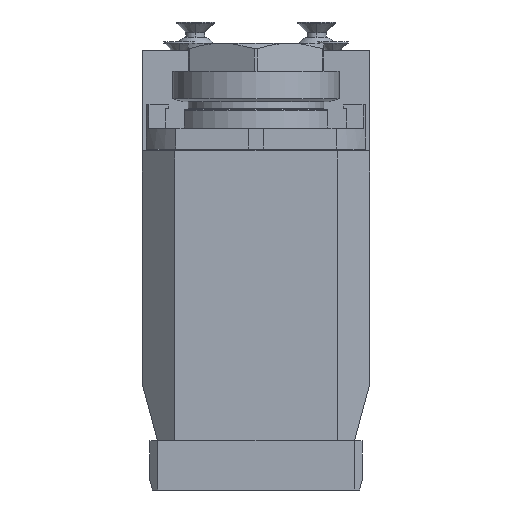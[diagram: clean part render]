
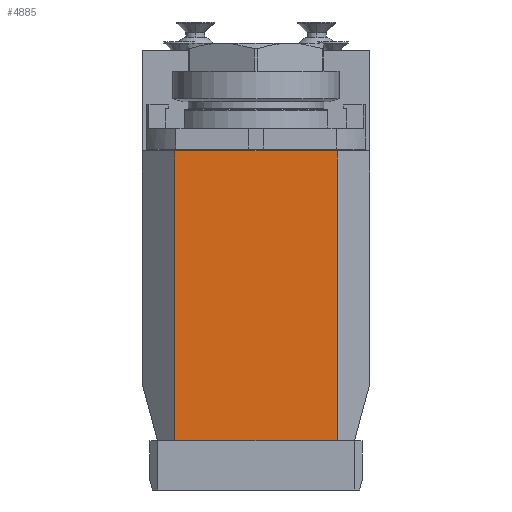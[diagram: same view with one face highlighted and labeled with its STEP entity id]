
A CAD part, left-side view. The second image highlights one B-rep face of the part: STEP entity #4885.
In plain terms, the highlighted planar face has unit normal (-1, 0, 0).
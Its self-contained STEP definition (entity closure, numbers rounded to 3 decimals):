
#368=DIRECTION('',(0.,0.,1.));
#369=VECTOR('',#368,76.5);
#370=CARTESIAN_POINT('',(-102.5,21.5,-70.5));
#371=LINE('',#370,#369);
#372=DIRECTION('',(0.,1.,0.));
#373=VECTOR('',#372,43.);
#374=CARTESIAN_POINT('',(-102.5,-21.5,6.));
#375=LINE('',#374,#373);
#376=DIRECTION('',(0.,0.,1.));
#377=VECTOR('',#376,76.5);
#378=CARTESIAN_POINT('',(-102.5,-21.5,-70.5));
#379=LINE('',#378,#377);
#380=DIRECTION('',(0.,-1.,0.));
#381=VECTOR('',#380,43.);
#382=CARTESIAN_POINT('',(-102.5,21.5,-70.5));
#383=LINE('',#382,#381);
#3723=CARTESIAN_POINT('',(-102.5,-21.5,-70.5));
#3724=CARTESIAN_POINT('',(-102.5,-21.5,6.));
#3725=VERTEX_POINT('',#3723);
#3726=VERTEX_POINT('',#3724);
#3729=CARTESIAN_POINT('',(-102.5,21.5,-70.5));
#3730=CARTESIAN_POINT('',(-102.5,21.5,6.));
#3731=VERTEX_POINT('',#3729);
#3732=VERTEX_POINT('',#3730);
#4873=CARTESIAN_POINT('',(-102.5,0.,0.));
#4874=DIRECTION('',(-1.,0.,0.));
#4875=DIRECTION('',(0.,0.,1.));
#4876=AXIS2_PLACEMENT_3D('',#4873,#4874,#4875);
#4877=PLANE('',#4876);
#4878=ORIENTED_EDGE('',*,*,#4788,.T.);
#4879=ORIENTED_EDGE('',*,*,#4768,.F.);
#4881=ORIENTED_EDGE('',*,*,#4880,.F.);
#4882=ORIENTED_EDGE('',*,*,#4866,.F.);
#4883=EDGE_LOOP('',(#4878,#4879,#4881,#4882));
#4884=FACE_OUTER_BOUND('',#4883,.F.);
#4885=ADVANCED_FACE('',(#4884),#4877,.T.);
#4768=EDGE_CURVE('',#3726,#3732,#375,.T.);
#4788=EDGE_CURVE('',#3731,#3732,#371,.T.);
#4866=EDGE_CURVE('',#3731,#3725,#383,.T.);
#4880=EDGE_CURVE('',#3725,#3726,#379,.T.);
